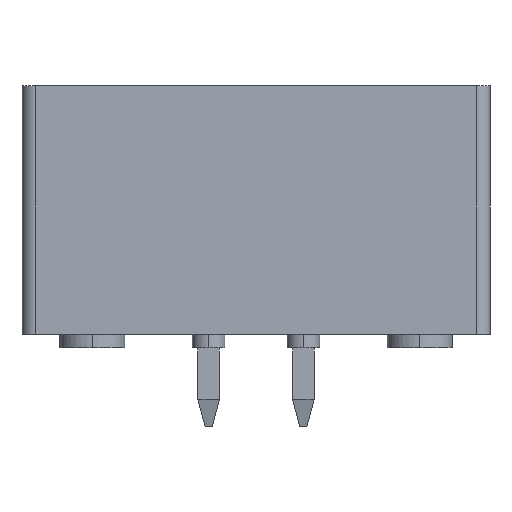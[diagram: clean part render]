
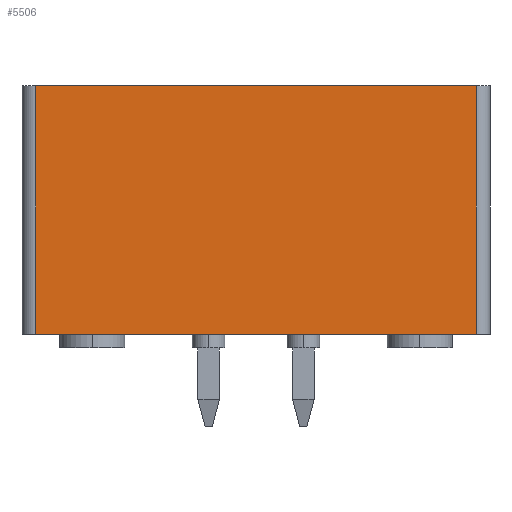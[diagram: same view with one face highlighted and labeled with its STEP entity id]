
A CAD part, front view. The second image highlights one B-rep face of the part: STEP entity #5506.
In plain terms, the highlighted planar face has unit normal (0, -1, 0).
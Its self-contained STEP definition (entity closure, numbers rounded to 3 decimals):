
#1076 = VERTEX_POINT('',#1077);
#1077 = CARTESIAN_POINT('',(8.148,-3.,9.2));
#1084 = EDGE_CURVE('',#1076,#1085,#1087,.T.);
#1085 = VERTEX_POINT('',#1086);
#1086 = CARTESIAN_POINT('',(8.148,-3.,0.));
#1087 = LINE('',#1088,#1089);
#1088 = CARTESIAN_POINT('',(8.148,-3.,0.));
#1089 = VECTOR('',#1090,1.);
#1090 = DIRECTION('',(0.,0.,-1.));
#2290 = EDGE_CURVE('',#1085,#2291,#2293,.T.);
#2291 = VERTEX_POINT('',#2292);
#2292 = CARTESIAN_POINT('',(-8.152,-3.,0.));
#2293 = LINE('',#2294,#2295);
#2294 = CARTESIAN_POINT('',(-1.752,-3.,0.));
#2295 = VECTOR('',#2296,1.);
#2296 = DIRECTION('',(-1.,0.,0.));
#4683 = EDGE_CURVE('',#2291,#4684,#4686,.T.);
#4684 = VERTEX_POINT('',#4685);
#4685 = CARTESIAN_POINT('',(-8.152,-3.,9.2));
#4686 = LINE('',#4687,#4688);
#4687 = CARTESIAN_POINT('',(-8.152,-3.,0.));
#4688 = VECTOR('',#4689,1.);
#4689 = DIRECTION('',(0.,0.,1.));
#4742 = EDGE_CURVE('',#4684,#1076,#4743,.T.);
#4743 = LINE('',#4744,#4745);
#4744 = CARTESIAN_POINT('',(-1.752,-3.,9.2));
#4745 = VECTOR('',#4746,1.);
#4746 = DIRECTION('',(1.,0.,0.));
#5506 = ADVANCED_FACE('',(#5507),#5513,.T.);
#5507 = FACE_BOUND('',#5508,.T.);
#5508 = EDGE_LOOP('',(#5509,#5510,#5511,#5512));
#5509 = ORIENTED_EDGE('',*,*,#2290,.F.);
#5510 = ORIENTED_EDGE('',*,*,#1084,.F.);
#5511 = ORIENTED_EDGE('',*,*,#4742,.F.);
#5512 = ORIENTED_EDGE('',*,*,#4683,.F.);
#5513 = PLANE('',#5514);
#5514 = AXIS2_PLACEMENT_3D('',#5515,#5516,#5517);
#5515 = CARTESIAN_POINT('',(-1.752,-3.,3.1));
#5516 = DIRECTION('',(0.,-1.,0.));
#5517 = DIRECTION('',(0.,0.,-1.));
